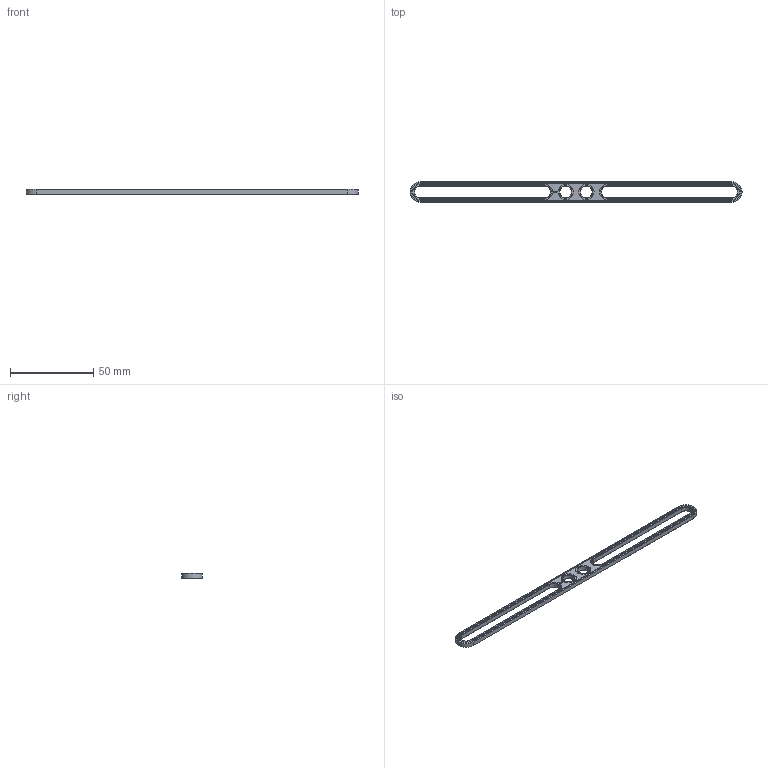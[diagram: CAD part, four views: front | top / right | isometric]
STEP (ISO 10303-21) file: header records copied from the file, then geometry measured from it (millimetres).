
FILE_DESCRIPTION(('FreeCAD Model'),'2;1');
FILE_NAME('Open CASCADE Shape Model','2023-01-08T23:26:18',(''),(''), 'Open CASCADE STEP processor 7.6','FreeCAD','Unknown');
FILE_SCHEMA(('AUTOMOTIVE_DESIGN { 1 0 10303 214 1 1 1 1 }'));
Length unit declared in the file: millimetre
Products named in the file (1): Brace STR SLT BE ERR BU16x01x00.25x07 - SPN-BRC-0340 (stemfie.org)
Bounding box: 200 x 12.5 x 3.12 mm (x, y, z)
Volume: 3799.3 mm3; surface area: 4916.4 mm2
Topology: 1 solids, 1 shells, 578 faces, 1585 edges, 1048 vertices
Faces by surface type: plane 348, extrusion 198, cone 16, cylinder 16
Full cylindrical faces by diameter (mm): 7 x2, 9.2 x2
Entity records: 40281 total; most frequent: CARTESIAN_POINT 10077, DIRECTION 4765, VECTOR 3877, LINE 3679, ORIENTED_EDGE 3170, PCURVE 3170, DEFINITIONAL_REPRESENTATION 3170, EDGE_CURVE 1585
